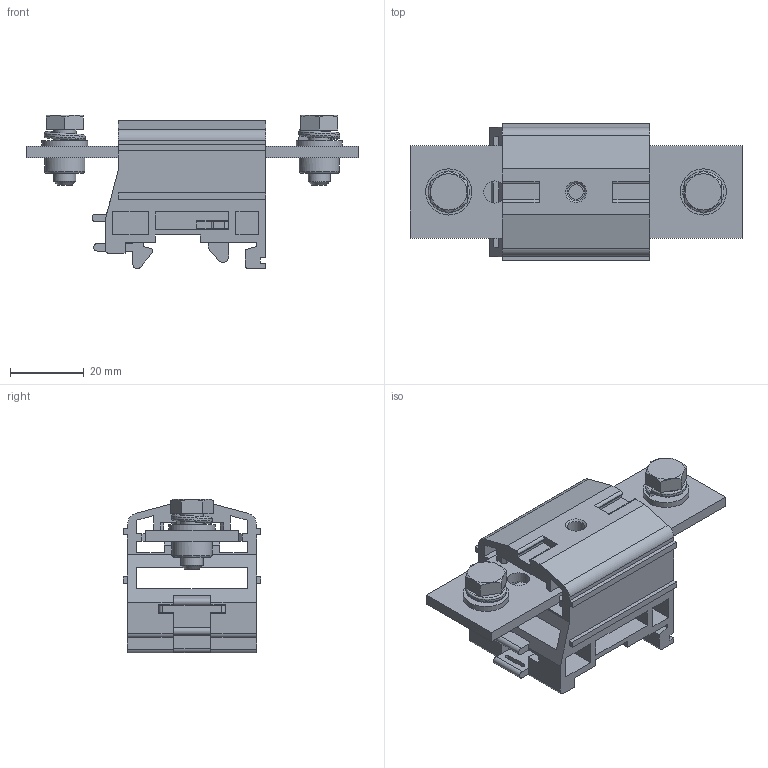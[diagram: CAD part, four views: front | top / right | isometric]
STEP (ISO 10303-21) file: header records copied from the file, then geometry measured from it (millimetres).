
FILE_DESCRIPTION(/* description */ ('Unknown'),/* implementation_level */ '2;1');
FILE_NAME(/* name */ 'DPBB 70',/* time_stamp */ '2019-05-13T10:56:32+05:00',/* author */ ('Unknown'),/* organization */ ('Unknown'),/* preprocessor_version */ 'ST-DEVELOPER v16.7',/* originating_system */ 'DEX',/* authorisation */ $);
FILE_SCHEMA (('AUTOMOTIVE_DESIGN {1 0 10303 214 3 1 1}'));
Length unit declared in the file: millimetre
Products named in the file (1): Part1
Bounding box: 90 x 37.2 x 41.7 mm (x, y, z)
Volume: 35463 mm3; surface area: 27938 mm2
Topology: 1 solids, 1 shells, 325 faces, 925 edges, 616 vertices
Faces by surface type: plane 246, cylinder 47, bspline 14, cone 13, torus 5
Full cylindrical faces by diameter (mm): 4 x1, 4.7 x1, 6 x7, 6.6 x2, 8.68 x2, 8.75 x2, 10.94 x2, 12.5 x2
Entity records: 13675 total; most frequent: CARTESIAN_POINT 3231, ORIENTED_EDGE 1730, DIRECTION 1532, EDGE_CURVE 865, LINE 692, VECTOR 692, VERTEX_POINT 591, AXIS2_PLACEMENT_3D 420
